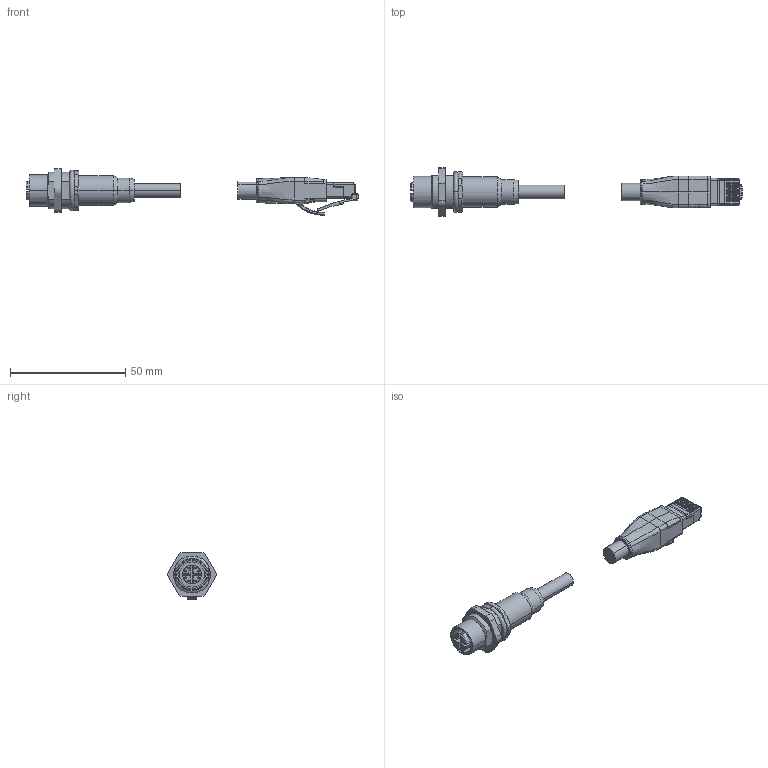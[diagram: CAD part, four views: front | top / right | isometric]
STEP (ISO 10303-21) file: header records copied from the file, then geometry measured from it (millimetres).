
FILE_DESCRIPTION (( 'STEP AP203' ), '1' );
FILE_NAME ('7700-51551-S4X0100.step', '2025-06-04T19:07:08', ( '' ), ( '' ), 'SwSTEP 2.0', 'SolidWorks 2024', '' );
FILE_SCHEMA (( 'CONFIG_CONTROL_DESIGN' ));
Length unit declared in the file: millimetre
Products named in the file (3): 7700-51551-S4X0100; 7700-51551-S4X0100_RJ45; 7700-51551-S4X0100_BULKHEAD
Assembly tree (2 placements, depth 2):
  7700-51551-S4X0100
    7700-51551-S4X0100_BULKHEAD
    7700-51551-S4X0100_RJ45
Bounding box: 143.8 x 21.01 x 20.29 mm (x, y, z)
Volume: 12565.1 mm3; surface area: 6719.6 mm2
Topology: 3 solids, 3 shells, 760 faces, 1973 edges, 1215 vertices
Faces by surface type: plane 351, cylinder 231, bspline 72, cone 56, torus 46, sphere 4
Entity records: 26158 total; most frequent: CARTESIAN_POINT 7926, ORIENTED_EDGE 3902, DIRECTION 3557, EDGE_CURVE 1951, VERTEX_POINT 1215, AXIS2_PLACEMENT_3D 1193, LINE 1171, VECTOR 1171
